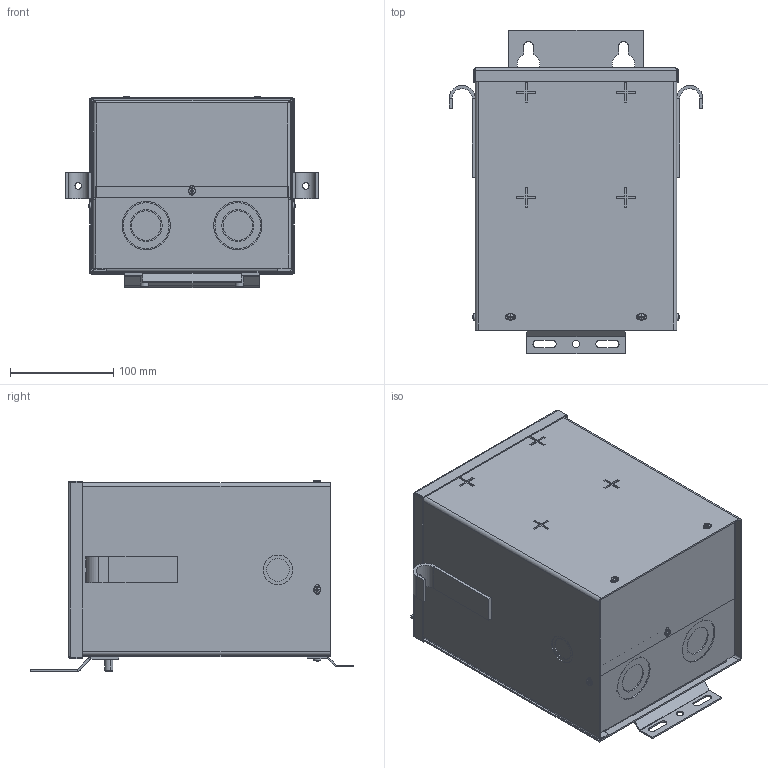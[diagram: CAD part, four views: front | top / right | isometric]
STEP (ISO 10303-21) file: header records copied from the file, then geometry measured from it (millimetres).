
FILE_DESCRIPTION (( 'STEP AP214' ), '1' );
FILE_NAME ('T181217.STEP', '2017-02-22T21:06:28', ( '' ), ( '' ), 'SwSTEP 2.0', 'SolidWorks 2012', '' );
FILE_SCHEMA (( 'AUTOMOTIVE_DESIGN' ));
Length unit declared in the file: inch
Products named in the file (11): A   -701739-_A   -701739-; A   -700716-; A  5-701640-; B   -700622-; B  5-701272-; C  4-113461-; A  1-118040-; A  2-1430301; A  5-701639-; T181217
Assembly tree (18 placements, depth 3):
  T181217
    C  4-113461-
      C  4-113461-
      A  5-701639-
      A  2-1430301  x2
      A  1-118040-  x2
    B  5-701272-
    B   -700622-
    A  5-701640-
    A   -700716-
    A   -701739-_A   -701739-  x7
Bounding box: 246.06 x 313.97 x 185.84 mm (x, y, z)
Volume: 436625.5 mm3; surface area: 595433.1 mm2
Topology: 17 solids, 17 shells, 1238 faces, 3129 edges, 1970 vertices
Faces by surface type: plane 510, cylinder 407, cone 261, sphere 26, torus 18, bspline 16
Entity records: 19268 total; most frequent: CARTESIAN_POINT 4524, DIRECTION 3020, ORIENTED_EDGE 2894, EDGE_CURVE 1447, AXIS2_PLACEMENT_3D 1053, LINE 914, VECTOR 914, VERTEX_POINT 911
